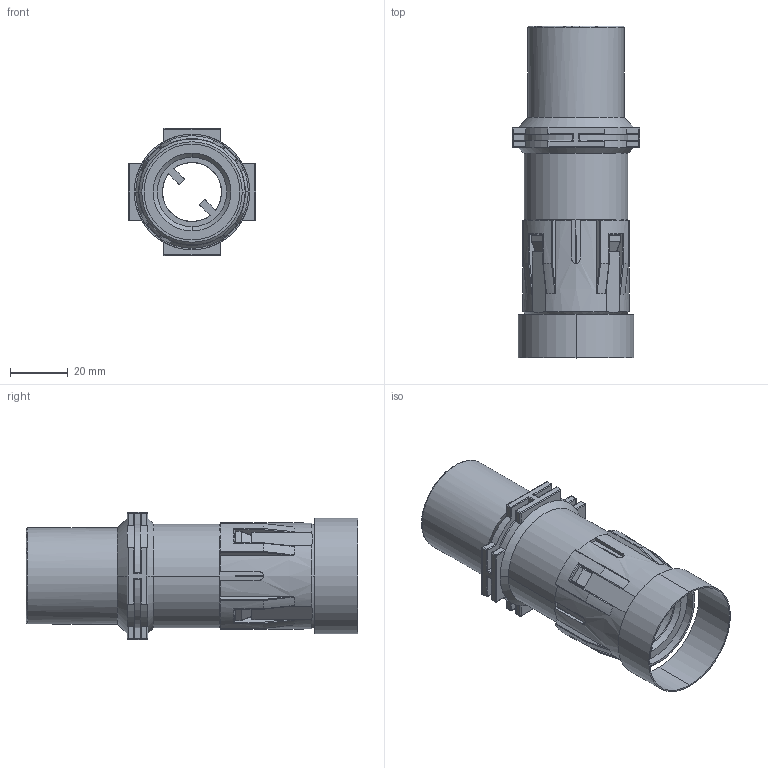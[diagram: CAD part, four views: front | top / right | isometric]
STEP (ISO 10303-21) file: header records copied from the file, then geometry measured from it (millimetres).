
FILE_DESCRIPTION((''),'2;1');
FILE_NAME('HC650FC','2017-09-15T',('tl.yang'),(''),'PRO/ENGINEER BY PARAMETRIC TECHNOLOGY CORPORATION, 2011500','PRO/ENGINEER BY PARAMETRIC TECHNOLOGY CORPORATION, 2011500','');
FILE_SCHEMA(('CONFIG_CONTROL_DESIGN'));
Length unit declared in the file: millimetre
Products named in the file (1): HC650FC
Bounding box: 44 x 114.9 x 44 mm (x, y, z)
Volume: 37193.5 mm3; surface area: 36898.4 mm2
Topology: 2 solids, 2 shells, 425 faces, 1166 edges, 716 vertices
Faces by surface type: cylinder 194, plane 158, cone 30, sphere 24, torus 15, bspline 4
Entity records: 14699 total; most frequent: CARTESIAN_POINT 4159, ORIENTED_EDGE 2284, DIRECTION 2134, EDGE_CURVE 1142, AXIS2_PLACEMENT_3D 786, VERTEX_POINT 716, VECTOR 562, LINE 562
